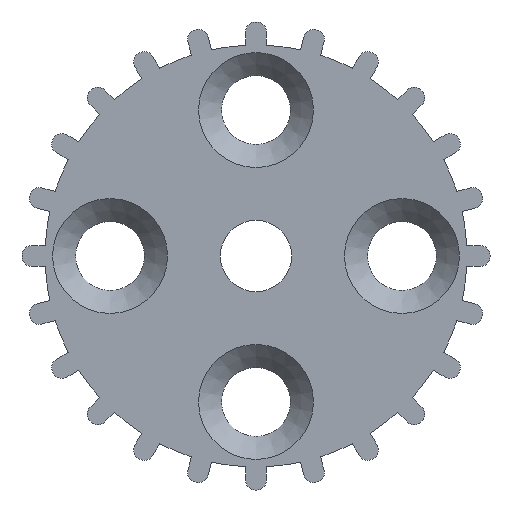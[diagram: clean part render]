
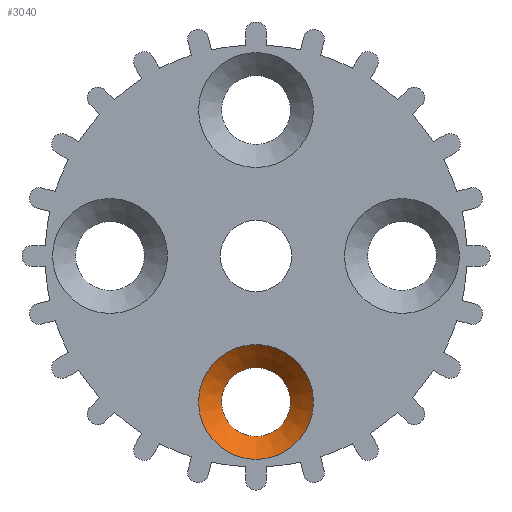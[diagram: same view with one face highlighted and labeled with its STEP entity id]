
A CAD part, front view. The second image highlights one B-rep face of the part: STEP entity #3040.
In plain terms, the highlighted conical face has half-angle 45 degrees and reference radius 1.5 mm.
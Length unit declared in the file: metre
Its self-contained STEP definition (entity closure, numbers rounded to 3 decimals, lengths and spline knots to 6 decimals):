
#12=CONICAL_SURFACE('',#3366,0.0015,0.785);
#1550=ORIENTED_EDGE('',*,*,#1992,.F.);
#1551=ORIENTED_EDGE('',*,*,#2001,.F.);
#1992=EDGE_CURVE('',#2294,#2294,#2452,.F.);
#2001=EDGE_CURVE('',#2303,#2303,#2461,.T.);
#2294=VERTEX_POINT('',#5158);
#2303=VERTEX_POINT('',#5179);
#2452=CIRCLE('',#3349,0.0025);
#2461=CIRCLE('',#3361,0.0015);
#2630=EDGE_LOOP('',(#1550));
#2631=EDGE_LOOP('',(#1551));
#2804=FACE_BOUND('',#2630,.T.);
#2805=FACE_BOUND('',#2631,.T.);
#3040=ADVANCED_FACE('',(#2804,#2805),#12,.F.);
#3349=AXIS2_PLACEMENT_3D('',#5157,#4244,#4245);
#3361=AXIS2_PLACEMENT_3D('',#5178,#4268,#4269);
#3366=AXIS2_PLACEMENT_3D('',#5186,#4278,#4279);
#4244=DIRECTION('',(0.,-1.,0.));
#4245=DIRECTION('',(0.,0.,-1.));
#4268=DIRECTION('',(0.,-1.,0.));
#4269=DIRECTION('',(0.,0.,-1.));
#4278=DIRECTION('',(0.,-1.,0.));
#4279=DIRECTION('',(0.,0.,-1.));
#5157=CARTESIAN_POINT('',(0.,-0.003,-0.00635));
#5158=CARTESIAN_POINT('',(0.,-0.003,-0.00885));
#5178=CARTESIAN_POINT('',(0.,-0.002,-0.00635));
#5179=CARTESIAN_POINT('',(0.,-0.002,-0.00785));
#5186=CARTESIAN_POINT('',(0.,-0.002,-0.00635));
